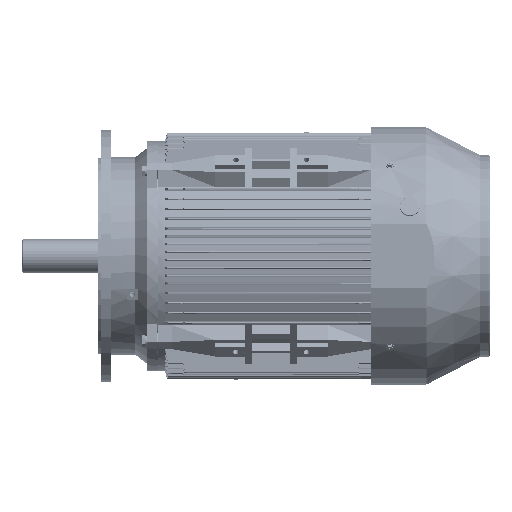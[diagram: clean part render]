
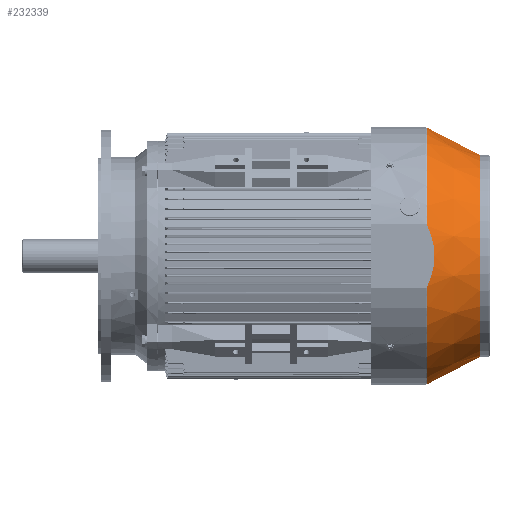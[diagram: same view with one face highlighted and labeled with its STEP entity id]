
A CAD part, front view. The second image highlights one B-rep face of the part: STEP entity #232339.
In plain terms, the highlighted conical face has half-angle 27.379 degrees and reference radius 180.336 mm.
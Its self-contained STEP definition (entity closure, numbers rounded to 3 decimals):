
#50449 = CARTESIAN_POINT ( 'NONE',  ( 0., 0., -194.351 ) ) ;
#50477 = CARTESIAN_POINT ( 'NONE',  ( 180.336, 0., -194.351 ) ) ;
#50521 = CARTESIAN_POINT ( 'NONE',  ( 53.757, -222., -101.514 ) ) ;
#50570 = DIRECTION ( 'NONE',  ( 1., 0., 0. ) ) ;
#50571 = DIRECTION ( 'NONE',  ( 0., 0., 1. ) ) ;
#50572 = AXIS2_PLACEMENT_3D ( 'NONE', #50449, #50571, #50570 ) ;
#50573 = CIRCLE ( 'NONE', #50572, 180.336 ) ;
#50636 = CARTESIAN_POINT ( 'NONE',  ( -180.336, 0., -194.351 ) ) ;
#50879 = CARTESIAN_POINT ( 'NONE',  ( 228.416, 0., -101.514 ) ) ;
#50904 = DIRECTION ( 'NONE',  ( 1., 0., 0. ) ) ;
#50905 = DIRECTION ( 'NONE',  ( 0., 0., 1. ) ) ;
#50906 = CARTESIAN_POINT ( 'NONE',  ( 0., 0., -101.514 ) ) ;
#50907 = AXIS2_PLACEMENT_3D ( 'NONE', #50906, #50905, #50904 ) ;
#50909 = CIRCLE ( 'NONE', #50907, 228.416 ) ;
#50946 = CARTESIAN_POINT ( 'NONE',  ( -228.416, 0., -101.514 ) ) ;
#50980 = DIRECTION ( 'NONE',  ( 0.46, 0., 0.888 ) ) ;
#50981 = VECTOR ( 'NONE', #50980, 1000. ) ;
#50982 = CARTESIAN_POINT ( 'NONE',  ( 180.336, 0., -194.351 ) ) ;
#50983 = LINE ( 'NONE', #50982, #50981 ) ;
#51019 = LINE ( 'NONE', #51146, #51145 ) ;
#51144 = DIRECTION ( 'NONE',  ( -0.46, 0., 0.888 ) ) ;
#51145 = VECTOR ( 'NONE', #51144, 1000. ) ;
#51146 = CARTESIAN_POINT ( 'NONE',  ( -180.336, 0., -194.351 ) ) ;
#53952 = CARTESIAN_POINT ( 'NONE',  ( -53.757, -222., -101.514 ) ) ;
#53953 = DIRECTION ( 'NONE',  ( 1., 0., 0. ) ) ;
#53954 = DIRECTION ( 'NONE',  ( 0., 0., 1. ) ) ;
#53956 = CARTESIAN_POINT ( 'NONE',  ( 0., 0., -101.514 ) ) ;
#53957 = AXIS2_PLACEMENT_3D ( 'NONE', #53956, #53954, #53953 ) ;
#53959 = CIRCLE ( 'NONE', #53957, 228.416 ) ;
#54785 = AXIS2_PLACEMENT_3D ( 'NONE', #54791, #54789, #54907 ) ;
#54787 = CONICAL_SURFACE ( 'NONE', #54785, 180.336, 0.478 ) ;
#54788 = FACE_OUTER_BOUND ( 'NONE', #232188, .T. ) ;
#54789 = DIRECTION ( 'NONE',  ( 0., 0., 1. ) ) ;
#54791 = CARTESIAN_POINT ( 'NONE',  ( 0., 0., -194.351 ) ) ;
#54907 = DIRECTION ( 'NONE',  ( 1., 0., 0. ) ) ;
#55737 = B_SPLINE_CURVE_WITH_KNOTS ( 'NONE', 3,
 ( #55853, #55851, #55849, #55848, #55845, #55844, #55842, #55840, #55838, #55837, #55835, #55834, #55833, #55832, #55831, #55830, #55827, #55825, #55823, #55822, #55821, #55818, #55816, #55814, #55812, #55811, #55810 ),
 .UNSPECIFIED., .F., .F.,
 ( 4, 2, 2, 2, 2, 2, 2, 2, 2, 2, 1, 2, 2, 4 ),
 ( 0.226, 0.233, 0.237, 0.24, 0.254, 0.267, 0.274, 0.278, 0.281, 0.309, 0.315, 0.319, 0.322, 0.336 ),
 .UNSPECIFIED. ) ;
#55810 = CARTESIAN_POINT ( 'NONE',  ( -53.757, -222., -101.514 ) ) ;
#55811 = CARTESIAN_POINT ( 'NONE',  ( -49.57, -222., -103.417 ) ) ;
#55812 = CARTESIAN_POINT ( 'NONE',  ( -45.284, -222., -105.155 ) ) ;
#55814 = CARTESIAN_POINT ( 'NONE',  ( -39.776, -222., -107.081 ) ) ;
#55816 = CARTESIAN_POINT ( 'NONE',  ( -38.669, -222., -107.453 ) ) ;
#55818 = CARTESIAN_POINT ( 'NONE',  ( -36.454, -222., -108.167 ) ) ;
#55821 = CARTESIAN_POINT ( 'NONE',  ( -33.122, -222., -109.194 ) ) ;
#55822 = CARTESIAN_POINT ( 'NONE',  ( -29.768, -222., -110.087 ) ) ;
#55823 = CARTESIAN_POINT ( 'NONE',  ( -18.534, -222., -112.756 ) ) ;
#55825 = CARTESIAN_POINT ( 'NONE',  ( -9.377, -222., -113.901 ) ) ;
#55827 = CARTESIAN_POINT ( 'NONE',  ( 1.148, -222., -113.903 ) ) ;
#55830 = CARTESIAN_POINT ( 'NONE',  ( 2.317, -222., -113.885 ) ) ;
#55831 = CARTESIAN_POINT ( 'NONE',  ( 4.647, -222., -113.814 ) ) ;
#55832 = CARTESIAN_POINT ( 'NONE',  ( 5.808, -222., -113.762 ) ) ;
#55833 = CARTESIAN_POINT ( 'NONE',  ( 9.284, -222., -113.551 ) ) ;
#55834 = CARTESIAN_POINT ( 'NONE',  ( 11.588, -222., -113.342 ) ) ;
#55835 = CARTESIAN_POINT ( 'NONE',  ( 18.465, -222., -112.513 ) ) ;
#55837 = CARTESIAN_POINT ( 'NONE',  ( 23.001, -222., -111.694 ) ) ;
#55838 = CARTESIAN_POINT ( 'NONE',  ( 31.985, -222., -109.562 ) ) ;
#55840 = CARTESIAN_POINT ( 'NONE',  ( 36.432, -222., -108.249 ) ) ;
#55842 = CARTESIAN_POINT ( 'NONE',  ( 41.94, -222., -106.325 ) ) ;
#55844 = CARTESIAN_POINT ( 'NONE',  ( 43.038, -222., -105.927 ) ) ;
#55845 = CARTESIAN_POINT ( 'NONE',  ( 45.216, -222., -105.106 ) ) ;
#55848 = CARTESIAN_POINT ( 'NONE',  ( 46.299, -222., -104.684 ) ) ;
#55849 = CARTESIAN_POINT ( 'NONE',  ( 49.527, -222., -103.383 ) ) ;
#55851 = CARTESIAN_POINT ( 'NONE',  ( 51.654, -222., -102.47 ) ) ;
#55853 = CARTESIAN_POINT ( 'NONE',  ( 53.757, -222., -101.514 ) ) ;
#230509 = VERTEX_POINT ( 'NONE', #50477 ) ;
#230523 = EDGE_CURVE ( 'NONE', #230552, #230509, #50573, .T. ) ;
#230548 = VERTEX_POINT ( 'NONE', #50521 ) ;
#230552 = VERTEX_POINT ( 'NONE', #50636 ) ;
#230666 = VERTEX_POINT ( 'NONE', #50879 ) ;
#230705 = VERTEX_POINT ( 'NONE', #50946 ) ;
#230721 = EDGE_CURVE ( 'NONE', #230548, #230666, #50909, .T. ) ;
#230749 = EDGE_CURVE ( 'NONE', #230509, #230666, #50983, .T. ) ;
#230812 = EDGE_CURVE ( 'NONE', #230552, #230705, #51019, .T. ) ;
#232010 = EDGE_CURVE ( 'NONE', #230705, #232011, #53959, .T. ) ;
#232011 = VERTEX_POINT ( 'NONE', #53952 ) ;
#232157 = ORIENTED_EDGE ( 'NONE', *, *, #232428, .T. ) ;
#232172 = ORIENTED_EDGE ( 'NONE', *, *, #230721, .F. ) ;
#232188 = EDGE_LOOP ( 'NONE', ( #232525, #232386, #232451, #232172, #232157, #232355 ) ) ;
#232339 = ADVANCED_FACE ( 'NONE', ( #54788 ), #54787, .T. ) ;
#232355 = ORIENTED_EDGE ( 'NONE', *, *, #232010, .F. ) ;
#232386 = ORIENTED_EDGE ( 'NONE', *, *, #230523, .T. ) ;
#232428 = EDGE_CURVE ( 'NONE', #230548, #232011, #55737, .T. ) ;
#232451 = ORIENTED_EDGE ( 'NONE', *, *, #230749, .T. ) ;
#232525 = ORIENTED_EDGE ( 'NONE', *, *, #230812, .F. ) ;
